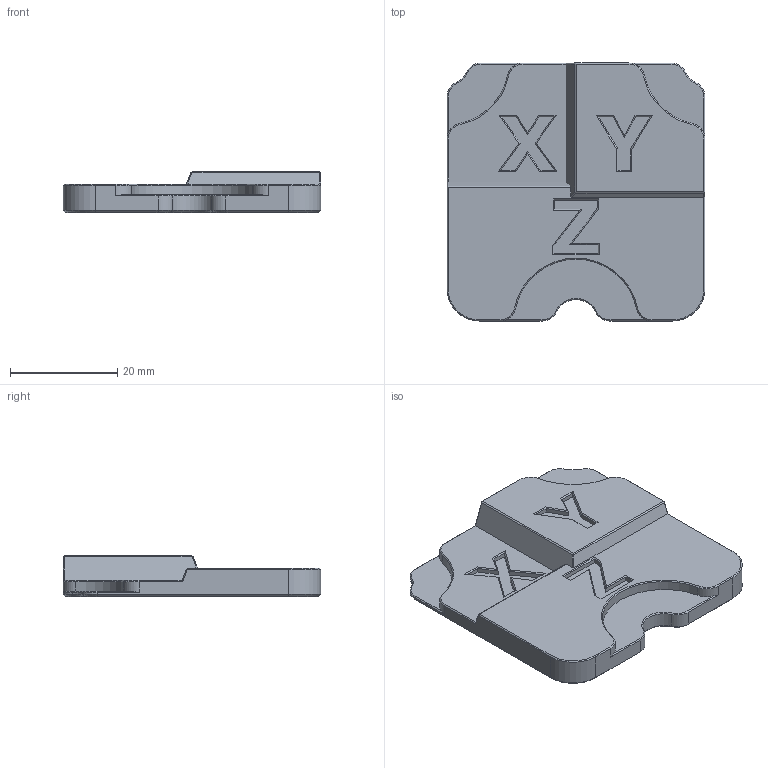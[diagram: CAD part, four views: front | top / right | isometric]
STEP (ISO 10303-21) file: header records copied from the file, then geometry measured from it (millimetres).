
FILE_DESCRIPTION(/* description */ (''),/* implementation_level */ '2;1');
FILE_NAME(/* name */ 'pulley_alignment_jig.step',/* time_stamp */ '2025-10-05T13:15:01-04:00',/* author */ (''),/* organization */ (''),/* preprocessor_version */ 'ST-DEVELOPER v20.1',/* originating_system */ 'Autodesk Translation Framework v14.17.0.0',/* authorisation */ '');
FILE_SCHEMA (('AUTOMOTIVE_DESIGN { 1 0 10303 214 3 1 1 }'));
Length unit declared in the file: millimetre
Products named in the file (1): pulley_alignment_jig
Bounding box: 48 x 48 x 7.65 mm (x, y, z)
Volume: 11190.8 mm3; surface area: 5650.4 mm2
Topology: 1 solids, 1 shells, 161 faces, 378 edges, 222 vertices
Faces by surface type: plane 110, cone 31, cylinder 20
Entity records: 4509 total; most frequent: DIRECTION 779, CARTESIAN_POINT 762, ORIENTED_EDGE 756, EDGE_CURVE 378, LINE 301, VECTOR 301, AXIS2_PLACEMENT_3D 239, VERTEX_POINT 222
